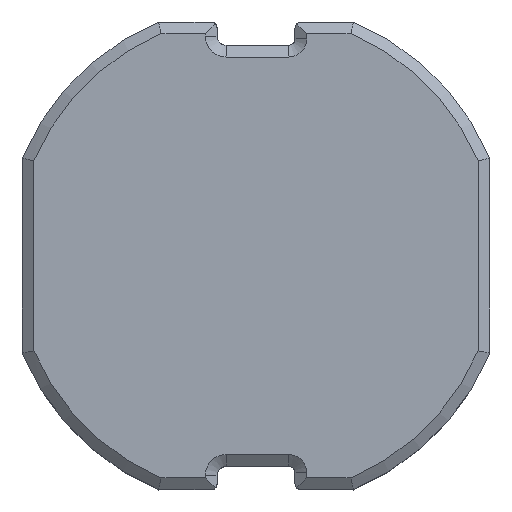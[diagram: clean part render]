
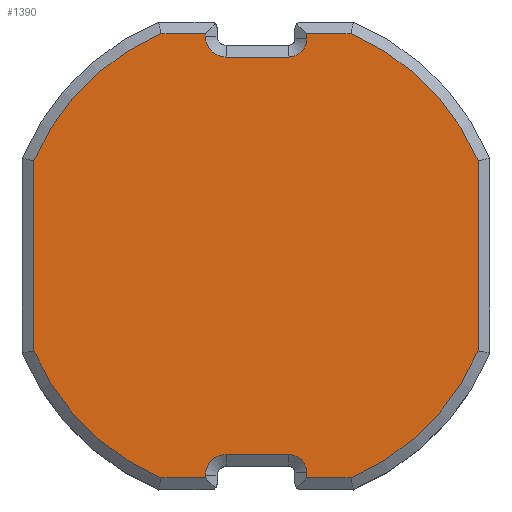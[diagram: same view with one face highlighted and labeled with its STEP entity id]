
A CAD part, top view. The second image highlights one B-rep face of the part: STEP entity #1390.
In plain terms, the highlighted planar face has unit normal (0, 0, 1).
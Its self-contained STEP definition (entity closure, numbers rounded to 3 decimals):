
#103=FACE_OUTER_BOUND('',#185,.T.);
#185=EDGE_LOOP('',(#1008,#1009,#1010,#1011,#1012,#1013,#1014,#1015,#1016,
#1017,#1018,#1019,#1020,#1021,#1022,#1023,#1024,#1025,#1026,#1027));
#276=CIRCLE('',#1524,4.133);
#277=CIRCLE('',#1525,4.133);
#278=CIRCLE('',#1526,0.36);
#279=CIRCLE('',#1527,0.31);
#280=CIRCLE('',#1528,4.133);
#281=CIRCLE('',#1529,4.133);
#282=CIRCLE('',#1530,0.31);
#283=CIRCLE('',#1531,0.36);
#340=LINE('',#2680,#464);
#343=LINE('',#2686,#467);
#344=LINE('',#2688,#468);
#345=LINE('',#2692,#469);
#346=LINE('',#2696,#470);
#347=LINE('',#2698,#471);
#348=LINE('',#2702,#472);
#349=LINE('',#2706,#473);
#350=LINE('',#2708,#474);
#351=LINE('',#2712,#475);
#352=LINE('',#2716,#476);
#353=LINE('',#2718,#477);
#464=VECTOR('',#1764,1.064);
#467=VECTOR('',#1769,0.04);
#468=VECTOR('',#1770,0.76);
#469=VECTOR('',#1773,3.252);
#470=VECTOR('',#1776,0.76);
#471=VECTOR('',#1777,0.04);
#472=VECTOR('',#1780,1.064);
#473=VECTOR('',#1783,0.09);
#474=VECTOR('',#1784,0.76);
#475=VECTOR('',#1787,3.252);
#476=VECTOR('',#1790,0.76);
#477=VECTOR('',#1791,0.09);
#622=VERTEX_POINT('',#2678);
#623=VERTEX_POINT('',#2679);
#624=VERTEX_POINT('',#2684);
#625=VERTEX_POINT('',#2685);
#626=VERTEX_POINT('',#2687);
#627=VERTEX_POINT('',#2689);
#628=VERTEX_POINT('',#2691);
#629=VERTEX_POINT('',#2693);
#630=VERTEX_POINT('',#2695);
#631=VERTEX_POINT('',#2697);
#632=VERTEX_POINT('',#2699);
#633=VERTEX_POINT('',#2701);
#634=VERTEX_POINT('',#2703);
#635=VERTEX_POINT('',#2705);
#636=VERTEX_POINT('',#2707);
#637=VERTEX_POINT('',#2709);
#638=VERTEX_POINT('',#2711);
#639=VERTEX_POINT('',#2713);
#640=VERTEX_POINT('',#2715);
#641=VERTEX_POINT('',#2717);
#770=EDGE_CURVE('',#622,#623,#340,.T.);
#773=EDGE_CURVE('',#624,#625,#343,.T.);
#774=EDGE_CURVE('',#625,#626,#344,.T.);
#775=EDGE_CURVE('',#626,#627,#276,.T.);
#776=EDGE_CURVE('',#627,#628,#345,.T.);
#777=EDGE_CURVE('',#628,#629,#277,.T.);
#778=EDGE_CURVE('',#629,#630,#346,.T.);
#779=EDGE_CURVE('',#630,#631,#347,.T.);
#780=EDGE_CURVE('',#631,#632,#278,.T.);
#781=EDGE_CURVE('',#632,#633,#348,.T.);
#782=EDGE_CURVE('',#633,#634,#279,.T.);
#783=EDGE_CURVE('',#634,#635,#349,.T.);
#784=EDGE_CURVE('',#635,#636,#350,.T.);
#785=EDGE_CURVE('',#636,#637,#280,.T.);
#786=EDGE_CURVE('',#637,#638,#351,.T.);
#787=EDGE_CURVE('',#638,#639,#281,.T.);
#788=EDGE_CURVE('',#639,#640,#352,.T.);
#789=EDGE_CURVE('',#640,#641,#353,.T.);
#790=EDGE_CURVE('',#641,#622,#282,.T.);
#791=EDGE_CURVE('',#623,#624,#283,.T.);
#1008=ORIENTED_EDGE('',*,*,#773,.T.);
#1009=ORIENTED_EDGE('',*,*,#774,.T.);
#1010=ORIENTED_EDGE('',*,*,#775,.T.);
#1011=ORIENTED_EDGE('',*,*,#776,.T.);
#1012=ORIENTED_EDGE('',*,*,#777,.T.);
#1013=ORIENTED_EDGE('',*,*,#778,.T.);
#1014=ORIENTED_EDGE('',*,*,#779,.T.);
#1015=ORIENTED_EDGE('',*,*,#780,.T.);
#1016=ORIENTED_EDGE('',*,*,#781,.T.);
#1017=ORIENTED_EDGE('',*,*,#782,.T.);
#1018=ORIENTED_EDGE('',*,*,#783,.T.);
#1019=ORIENTED_EDGE('',*,*,#784,.T.);
#1020=ORIENTED_EDGE('',*,*,#785,.T.);
#1021=ORIENTED_EDGE('',*,*,#786,.T.);
#1022=ORIENTED_EDGE('',*,*,#787,.T.);
#1023=ORIENTED_EDGE('',*,*,#788,.T.);
#1024=ORIENTED_EDGE('',*,*,#789,.T.);
#1025=ORIENTED_EDGE('',*,*,#790,.T.);
#1026=ORIENTED_EDGE('',*,*,#770,.T.);
#1027=ORIENTED_EDGE('',*,*,#791,.T.);
#1340=PLANE('',#1523);
#1390=ADVANCED_FACE('',(#103),#1340,.T.);
#1523=AXIS2_PLACEMENT_3D('',#2683,#1767,#1768);
#1524=AXIS2_PLACEMENT_3D('',#2690,#1771,#1772);
#1525=AXIS2_PLACEMENT_3D('',#2694,#1774,#1775);
#1526=AXIS2_PLACEMENT_3D('',#2700,#1778,#1779);
#1527=AXIS2_PLACEMENT_3D('',#2704,#1781,#1782);
#1528=AXIS2_PLACEMENT_3D('',#2710,#1785,#1786);
#1529=AXIS2_PLACEMENT_3D('',#2714,#1788,#1789);
#1530=AXIS2_PLACEMENT_3D('',#2719,#1792,#1793);
#1531=AXIS2_PLACEMENT_3D('',#2720,#1794,#1795);
#1764=DIRECTION('',(-1.,0.,0.));
#1767=DIRECTION('center_axis',(0.,0.,
1.));
#1768=DIRECTION('ref_axis',(-1.,0.,0.));
#1769=DIRECTION('',(0.,1.,0.));
#1770=DIRECTION('',(-1.,0.,0.));
#1771=DIRECTION('center_axis',(0.,0.,
1.));
#1772=DIRECTION('ref_axis',(-0.393,0.919,0.));
#1773=DIRECTION('',(0.,-1.,0.));
#1774=DIRECTION('center_axis',(0.,0.,
1.));
#1775=DIRECTION('ref_axis',(-0.919,-0.393,0.));
#1776=DIRECTION('',(1.,0.,0.));
#1777=DIRECTION('',(0.,1.,0.));
#1778=DIRECTION('center_axis',(0.,0.,
-1.));
#1779=DIRECTION('ref_axis',(-1.,0.,0.));
#1780=DIRECTION('',(1.,0.,0.));
#1781=DIRECTION('center_axis',(0.,0.,
-1.));
#1782=DIRECTION('ref_axis',(0.,1.,0.));
#1783=DIRECTION('',(0.,-1.,0.));
#1784=DIRECTION('',(1.,0.,0.));
#1785=DIRECTION('center_axis',(0.,0.,
1.));
#1786=DIRECTION('ref_axis',(0.393,-0.919,0.));
#1787=DIRECTION('',(0.,1.,0.));
#1788=DIRECTION('center_axis',(0.,0.,
1.));
#1789=DIRECTION('ref_axis',(0.919,0.393,0.));
#1790=DIRECTION('',(-1.,0.,0.));
#1791=DIRECTION('',(0.,-1.,0.));
#1792=DIRECTION('center_axis',(0.,0.,
-1.));
#1793=DIRECTION('ref_axis',(1.,0.,0.));
#1794=DIRECTION('center_axis',(0.,0.,
-1.));
#1795=DIRECTION('ref_axis',(0.,-1.,0.));
#2678=CARTESIAN_POINT('',(0.514,3.333,4.5));
#2679=CARTESIAN_POINT('',(-0.55,3.333,4.5));
#2680=CARTESIAN_POINT('',(0.514,3.333,4.5));
#2683=CARTESIAN_POINT('Origin',(-0.043,-0.067,
4.5));
#2684=CARTESIAN_POINT('',(-0.909,3.692,4.5));
#2685=CARTESIAN_POINT('',(-0.909,3.733,4.5));
#2686=CARTESIAN_POINT('',(-0.909,3.692,4.5));
#2687=CARTESIAN_POINT('',(-1.669,3.733,4.5));
#2688=CARTESIAN_POINT('',(-0.909,3.733,4.5));
#2689=CARTESIAN_POINT('',(-3.843,1.559,4.5));
#2690=CARTESIAN_POINT('Origin',(-0.043,-0.067,
4.5));
#2691=CARTESIAN_POINT('',(-3.843,-1.693,4.5));
#2692=CARTESIAN_POINT('',(-3.843,1.559,4.5));
#2693=CARTESIAN_POINT('',(-1.669,-3.867,4.5));
#2694=CARTESIAN_POINT('Origin',(-0.043,-0.067,
4.5));
#2695=CARTESIAN_POINT('',(-0.909,-3.867,4.5));
#2696=CARTESIAN_POINT('',(-1.669,-3.867,4.5));
#2697=CARTESIAN_POINT('',(-0.909,-3.827,4.5));
#2698=CARTESIAN_POINT('',(-0.909,-3.867,4.5));
#2699=CARTESIAN_POINT('',(-0.55,-3.467,4.5));
#2700=CARTESIAN_POINT('Origin',(-0.55,-3.827,4.5));
#2701=CARTESIAN_POINT('',(0.514,-3.467,4.5));
#2702=CARTESIAN_POINT('',(-0.55,-3.467,4.5));
#2703=CARTESIAN_POINT('',(0.824,-3.777,4.5));
#2704=CARTESIAN_POINT('Origin',(0.514,-3.777,4.5));
#2705=CARTESIAN_POINT('',(0.824,-3.867,4.5));
#2706=CARTESIAN_POINT('',(0.824,-3.777,4.5));
#2707=CARTESIAN_POINT('',(1.583,-3.867,4.5));
#2708=CARTESIAN_POINT('',(0.824,-3.867,4.5));
#2709=CARTESIAN_POINT('',(3.757,-1.693,4.5));
#2710=CARTESIAN_POINT('Origin',(-0.043,-0.067,
4.5));
#2711=CARTESIAN_POINT('',(3.757,1.559,4.5));
#2712=CARTESIAN_POINT('',(3.757,-1.693,4.5));
#2713=CARTESIAN_POINT('',(1.583,3.733,4.5));
#2714=CARTESIAN_POINT('Origin',(-0.043,-0.067,
4.5));
#2715=CARTESIAN_POINT('',(0.824,3.733,4.5));
#2716=CARTESIAN_POINT('',(1.583,3.733,4.5));
#2717=CARTESIAN_POINT('',(0.824,3.643,4.5));
#2718=CARTESIAN_POINT('',(0.824,3.733,4.5));
#2719=CARTESIAN_POINT('Origin',(0.514,3.643,4.5));
#2720=CARTESIAN_POINT('Origin',(-0.55,3.692,4.5));
